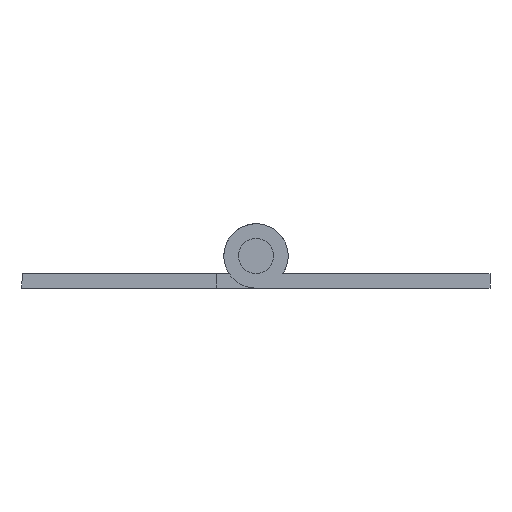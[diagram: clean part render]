
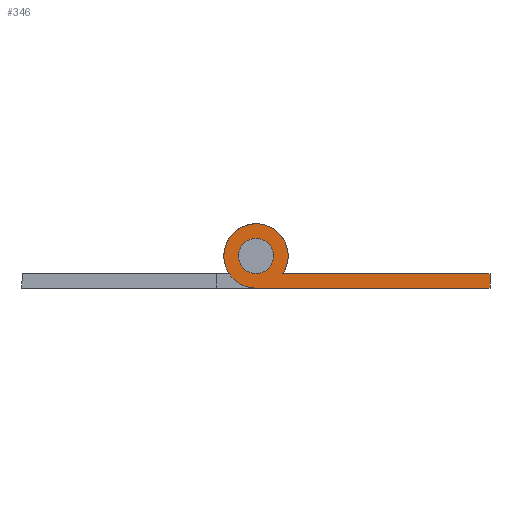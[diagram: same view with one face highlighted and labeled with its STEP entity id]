
A CAD part, front view. The second image highlights one B-rep face of the part: STEP entity #346.
In plain terms, the highlighted planar face has unit normal (0, -1, 0).
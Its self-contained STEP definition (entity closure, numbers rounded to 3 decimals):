
#316 = EDGE_CURVE ( 'NONE', #317, #318, #1413, .T. ) ;
#317 = VERTEX_POINT ( 'NONE', #1409 ) ;
#318 = VERTEX_POINT ( 'NONE', #1408 ) ;
#333 = ORIENTED_EDGE ( 'NONE', *, *, #360, .T. ) ;
#346 = ADVANCED_FACE ( 'NONE', ( #1426, #1425 ), #1424, .F. ) ;
#347 = EDGE_LOOP ( 'NONE', ( #348, #352, #354, #355 ) ) ;
#348 = ORIENTED_EDGE ( 'NONE', *, *, #349, .F. ) ;
#349 = EDGE_CURVE ( 'NONE', #350, #351, #1419, .T. ) ;
#350 = VERTEX_POINT ( 'NONE', #1415 ) ;
#351 = VERTEX_POINT ( 'NONE', #1414 ) ;
#352 = ORIENTED_EDGE ( 'NONE', *, *, #353, .F. ) ;
#353 = EDGE_CURVE ( 'NONE', #318, #350, #1475, .T. ) ;
#354 = ORIENTED_EDGE ( 'NONE', *, *, #316, .F. ) ;
#355 = ORIENTED_EDGE ( 'NONE', *, *, #356, .F. ) ;
#356 = EDGE_CURVE ( 'NONE', #351, #317, #1471, .T. ) ;
#357 = EDGE_LOOP ( 'NONE', ( #358, #333 ) ) ;
#358 = ORIENTED_EDGE ( 'NONE', *, *, #4662, .T. ) ;
#360 = EDGE_CURVE ( 'NONE', #4587, #4663, #1467, .T. ) ;
#1356 = CARTESIAN_POINT ( 'NONE',  ( 0., -150., 0. ) ) ;
#1408 = CARTESIAN_POINT ( 'NONE',  ( 1.844, -150., -1.2 ) ) ;
#1409 = CARTESIAN_POINT ( 'NONE',  ( 0., -150., -2.2 ) ) ;
#1410 = DIRECTION ( 'NONE',  ( 0., 0., 1. ) ) ;
#1411 = DIRECTION ( 'NONE',  ( 0., 1., 0. ) ) ;
#1412 = AXIS2_PLACEMENT_3D ( 'NONE', #1356, #1411, #1410 ) ;
#1413 = CIRCLE ( 'NONE', #1412, 2.2 ) ;
#1414 = CARTESIAN_POINT ( 'NONE',  ( 16., -150., -2.2 ) ) ;
#1415 = CARTESIAN_POINT ( 'NONE',  ( 16., -150., -1.2 ) ) ;
#1416 = DIRECTION ( 'NONE',  ( 0., 0., -1. ) ) ;
#1417 = VECTOR ( 'NONE', #1416, 1000. ) ;
#1418 = CARTESIAN_POINT ( 'NONE',  ( 16., -150., -2.2 ) ) ;
#1419 = LINE ( 'NONE', #1418, #1417 ) ;
#1420 = DIRECTION ( 'NONE',  ( 0., 0., 1. ) ) ;
#1421 = DIRECTION ( 'NONE',  ( 0., 1., 0. ) ) ;
#1422 = CARTESIAN_POINT ( 'NONE',  ( 0., -150., 0. ) ) ;
#1423 = AXIS2_PLACEMENT_3D ( 'NONE', #1422, #1421, #1420 ) ;
#1424 = PLANE ( 'NONE',  #1423 ) ;
#1425 = FACE_BOUND ( 'NONE', #357, .T. ) ;
#1426 = FACE_OUTER_BOUND ( 'NONE', #347, .T. ) ;
#1463 = DIRECTION ( 'NONE',  ( 0., 0., 1. ) ) ;
#1464 = DIRECTION ( 'NONE',  ( 0., 1., 0. ) ) ;
#1465 = CARTESIAN_POINT ( 'NONE',  ( 0., -150., 0. ) ) ;
#1466 = AXIS2_PLACEMENT_3D ( 'NONE', #1465, #1464, #1463 ) ;
#1467 = CIRCLE ( 'NONE', #1466, 1.2 ) ;
#1468 = DIRECTION ( 'NONE',  ( -1., 0., 0. ) ) ;
#1469 = VECTOR ( 'NONE', #1468, 1000. ) ;
#1470 = CARTESIAN_POINT ( 'NONE',  ( 0., -150., -2.2 ) ) ;
#1471 = LINE ( 'NONE', #1470, #1469 ) ;
#1472 = DIRECTION ( 'NONE',  ( 1., 0., 0. ) ) ;
#1473 = VECTOR ( 'NONE', #1472, 1000. ) ;
#1474 = CARTESIAN_POINT ( 'NONE',  ( 16., -150., -1.2 ) ) ;
#1475 = LINE ( 'NONE', #1474, #1473 ) ;
#2470 = CARTESIAN_POINT ( 'NONE',  ( 0., -150., 1.2 ) ) ;
#2607 = CARTESIAN_POINT ( 'NONE',  ( 0., -150., -1.2 ) ) ;
#2608 = DIRECTION ( 'NONE',  ( 0., 0., 1. ) ) ;
#2609 = DIRECTION ( 'NONE',  ( 0., 1., 0. ) ) ;
#2610 = CARTESIAN_POINT ( 'NONE',  ( 0., -150., 0. ) ) ;
#2611 = AXIS2_PLACEMENT_3D ( 'NONE', #2610, #2609, #2608 ) ;
#2612 = CIRCLE ( 'NONE', #2611, 1.2 ) ;
#4587 = VERTEX_POINT ( 'NONE', #2470 ) ;
#4662 = EDGE_CURVE ( 'NONE', #4663, #4587, #2612, .T. ) ;
#4663 = VERTEX_POINT ( 'NONE', #2607 ) ;
